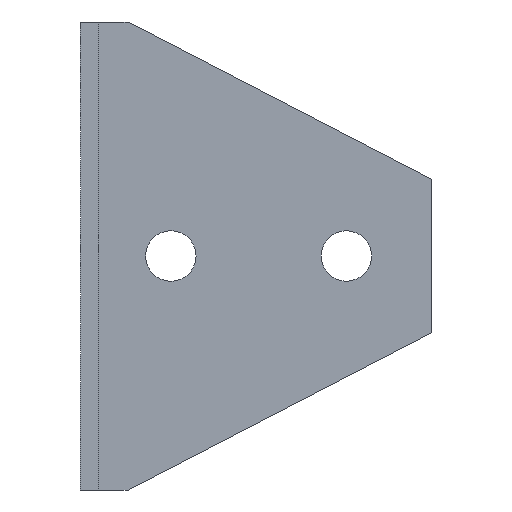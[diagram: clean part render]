
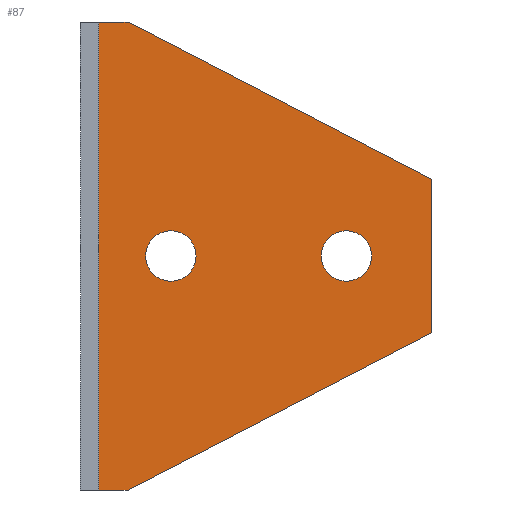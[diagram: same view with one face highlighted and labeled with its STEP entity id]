
A CAD part, left-side view. The second image highlights one B-rep face of the part: STEP entity #87.
In plain terms, the highlighted planar face has unit normal (-1, 0, 0).
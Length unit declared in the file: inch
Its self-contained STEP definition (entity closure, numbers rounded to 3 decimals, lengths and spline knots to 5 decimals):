
#87=ADVANCED_FACE('',(#176,#177,#178),#179,.T.);
#176=FACE_BOUND('',#259,.T.);
#177=FACE_BOUND('',#260,.T.);
#178=FACE_OUTER_BOUND('',#261,.T.);
#179=PLANE('',#262);
#259=EDGE_LOOP('',(#446,#447));
#260=EDGE_LOOP('',(#448,#449));
#261=EDGE_LOOP('',(#450,#451,#452,#453,#454,#455));
#262=AXIS2_PLACEMENT_3D('',#456,#457,#458);
#446=ORIENTED_EDGE('',*,*,#543,.T.);
#447=ORIENTED_EDGE('',*,*,#483,.T.);
#448=ORIENTED_EDGE('',*,*,#548,.T.);
#449=ORIENTED_EDGE('',*,*,#552,.T.);
#450=ORIENTED_EDGE('',*,*,#545,.T.);
#451=ORIENTED_EDGE('',*,*,#516,.T.);
#452=ORIENTED_EDGE('',*,*,#555,.T.);
#453=ORIENTED_EDGE('',*,*,#558,.T.);
#454=ORIENTED_EDGE('',*,*,#537,.F.);
#455=ORIENTED_EDGE('',*,*,#540,.T.);
#456=CARTESIAN_POINT('',(-0.19685,-3.77953,0.0));
#457=DIRECTION('',(-1.0,0.0,0.0));
#458=DIRECTION('',(0.0,0.0,1.0));
#483=EDGE_CURVE('',#563,#568,#570,.T.);
#516=EDGE_CURVE('',#618,#623,#625,.T.);
#537=EDGE_CURVE('',#654,#649,#656,.T.);
#540=EDGE_CURVE('',#654,#658,#660,.T.);
#543=EDGE_CURVE('',#568,#563,#663,.T.);
#545=EDGE_CURVE('',#658,#618,#665,.T.);
#548=EDGE_CURVE('',#669,#667,#670,.T.);
#552=EDGE_CURVE('',#667,#669,#674,.T.);
#555=EDGE_CURVE('',#623,#677,#678,.T.);
#558=EDGE_CURVE('',#677,#649,#681,.T.);
#563=VERTEX_POINT('',#686);
#568=VERTEX_POINT('',#692);
#570=CIRCLE('',#695,0.27165);
#618=VERTEX_POINT('',#752);
#623=VERTEX_POINT('',#759);
#625=LINE('',#762,#763);
#649=VERTEX_POINT('',#794);
#654=VERTEX_POINT('',#801);
#656=LINE('',#804,#805);
#658=VERTEX_POINT('',#807);
#660=LINE('',#810,#811);
#663=CIRCLE('',#815,0.27165);
#665=LINE('',#817,#818);
#667=VERTEX_POINT('',#820);
#669=VERTEX_POINT('',#823);
#670=CIRCLE('',#824,0.27165);
#674=CIRCLE('',#829,0.27165);
#677=VERTEX_POINT('',#832);
#678=LINE('',#833,#834);
#681=LINE('',#838,#839);
#686=CARTESIAN_POINT('',(-0.19685,-0.97303,0.27165));
#692=CARTESIAN_POINT('',(-0.19685,-0.97303,-0.27165));
#695=AXIS2_PLACEMENT_3D('',#849,#850,#851);
#752=CARTESIAN_POINT('',(-0.19685,-3.77953,-0.82677));
#759=CARTESIAN_POINT('',(-0.19685,-3.77953,0.82677));
#762=CARTESIAN_POINT('',(-0.19685,-3.77953,0.0));
#763=VECTOR('',#900,0.3937);
#794=CARTESIAN_POINT('',(-0.19685,-0.19685,2.51969));
#801=CARTESIAN_POINT('',(-0.19685,-0.19685,-2.51969));
#804=CARTESIAN_POINT('',(-0.19685,-0.19685,0.0));
#805=VECTOR('',#932,0.3937);
#807=CARTESIAN_POINT('',(-0.19685,-0.51181,-2.51969));
#810=CARTESIAN_POINT('',(-0.19685,-0.19685,-2.51969));
#811=VECTOR('',#934,0.3937);
#815=AXIS2_PLACEMENT_3D('',#936,#937,#938);
#817=CARTESIAN_POINT('',(-0.19685,-2.31452,-1.58575));
#818=VECTOR('',#939,0.3937);
#820=CARTESIAN_POINT('',(-0.19685,-2.8628,0.27165));
#823=CARTESIAN_POINT('',(-0.19685,-2.8628,-0.27165));
#824=AXIS2_PLACEMENT_3D('',#941,#942,#943);
#829=AXIS2_PLACEMENT_3D('',#945,#946,#947);
#832=CARTESIAN_POINT('',(-0.19685,-0.51181,2.51969));
#833=CARTESIAN_POINT('',(-0.19685,-3.94837,0.7393));
#834=VECTOR('',#948,0.3937);
#838=CARTESIAN_POINT('',(-0.19685,-0.19685,2.51969));
#839=VECTOR('',#950,0.3937);
#849=CARTESIAN_POINT('',(-0.19685,-0.97303,0.0));
#850=DIRECTION('',(1.0,0.0,-0.0));
#851=DIRECTION('',(0.0,0.0,1.0));
#900=DIRECTION('',(0.0,0.0,1.0));
#932=DIRECTION('',(0.0,0.0,1.0));
#934=DIRECTION('',(0.0,-1.0,0.0));
#936=CARTESIAN_POINT('',(-0.19685,-0.97303,0.0));
#937=DIRECTION('',(1.0,0.0,-0.0));
#938=DIRECTION('',(0.0,0.0,1.0));
#939=DIRECTION('',(0.0,-0.888,0.46));
#941=CARTESIAN_POINT('',(-0.19685,-2.8628,0.0));
#942=DIRECTION('',(1.0,0.0,-0.0));
#943=DIRECTION('',(0.0,0.0,1.0));
#945=CARTESIAN_POINT('',(-0.19685,-2.8628,0.0));
#946=DIRECTION('',(1.0,0.0,-0.0));
#947=DIRECTION('',(0.0,0.0,1.0));
#948=DIRECTION('',(0.0,0.888,0.46));
#950=DIRECTION('',(0.0,1.0,0.0));
